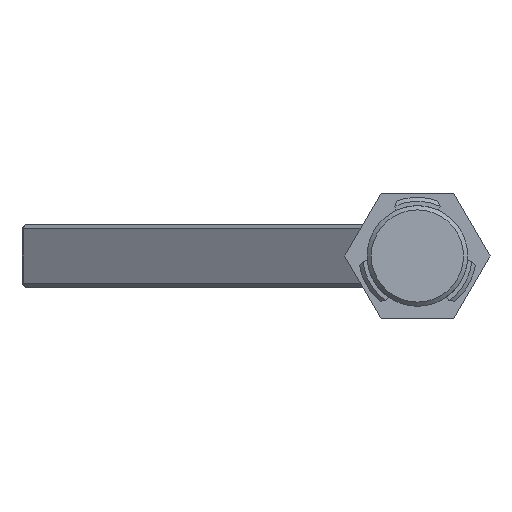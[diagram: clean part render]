
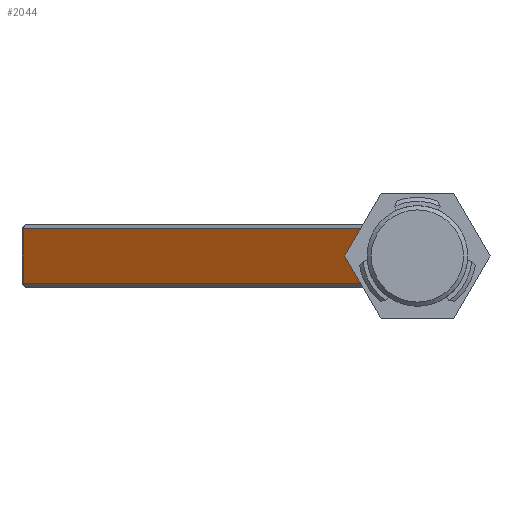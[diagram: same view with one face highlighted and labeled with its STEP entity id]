
A CAD part, front view. The second image highlights one B-rep face of the part: STEP entity #2044.
In plain terms, the highlighted planar face has unit normal (-0.574, -0.819, 0).
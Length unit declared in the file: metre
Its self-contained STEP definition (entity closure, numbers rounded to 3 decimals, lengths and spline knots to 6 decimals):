
#390=ORIENTED_EDGE('',*,*,#810,.F.);
#391=ORIENTED_EDGE('',*,*,#811,.T.);
#392=ORIENTED_EDGE('',*,*,#812,.T.);
#393=ORIENTED_EDGE('',*,*,#813,.T.);
#810=EDGE_CURVE('',#1046,#1047,#1226,.T.);
#811=EDGE_CURVE('',#1046,#1048,#1227,.T.);
#812=EDGE_CURVE('',#1048,#1049,#1228,.T.);
#813=EDGE_CURVE('',#1049,#1047,#1229,.T.);
#1046=VERTEX_POINT('',#3290);
#1047=VERTEX_POINT('',#3291);
#1048=VERTEX_POINT('',#3293);
#1049=VERTEX_POINT('',#3295);
#1226=LINE('',#3289,#1461);
#1227=LINE('',#3292,#1462);
#1228=LINE('',#3294,#1463);
#1229=LINE('',#3296,#1464);
#1461=VECTOR('',#2648,1.);
#1462=VECTOR('',#2649,1.);
#1463=VECTOR('',#2650,1.);
#1464=VECTOR('',#2651,1.);
#1652=EDGE_LOOP('',(#390,#391,#392,#393));
#1801=FACE_BOUND('',#1652,.T.);
#1916=PLANE('',#2254);
#2044=ADVANCED_FACE('',(#1801),#1916,.T.);
#2254=AXIS2_PLACEMENT_3D('',#3288,#2646,#2647);
#2646=DIRECTION('',(-0.574,-0.819,0.));
#2647=DIRECTION('',(-0.819,0.574,0.));
#2648=DIRECTION('',(0.,0.,-1.));
#2649=DIRECTION('',(-0.819,0.574,0.));
#2650=DIRECTION('',(0.,0.,-1.));
#2651=DIRECTION('',(0.819,-0.574,0.));
#3288=CARTESIAN_POINT('',(-0.026974,0.116339,0.00375));
#3289=CARTESIAN_POINT('',(-0.006495,0.102,0.00375));
#3290=CARTESIAN_POINT('',(-0.006495,0.102,0.00325));
#3291=CARTESIAN_POINT('',(-0.006495,0.102,-0.00325));
#3292=CARTESIAN_POINT('',(-0.026974,0.116339,0.00325));
#3293=CARTESIAN_POINT('',(-0.047043,0.130392,0.00325));
#3294=CARTESIAN_POINT('',(-0.047043,0.130392,0.00375));
#3295=CARTESIAN_POINT('',(-0.047043,0.130392,-0.00325));
#3296=CARTESIAN_POINT('',(-0.006495,0.102,-0.00325));
